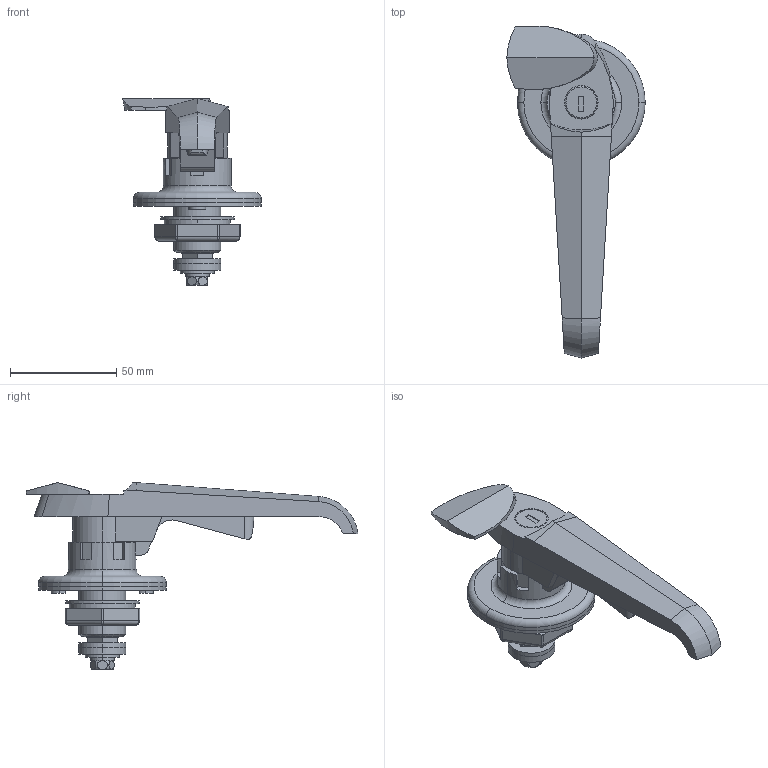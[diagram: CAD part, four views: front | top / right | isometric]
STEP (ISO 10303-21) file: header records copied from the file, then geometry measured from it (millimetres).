
FILE_DESCRIPTION (( 'STEP AP203' ), '1' );
FILE_NAME ('A-140-W-1-1.STEP', '2009-01-08T05:42:03', ( ' ' ), ( ' ' ), 'SwSTEP 2.0', 'SolidWorks 2007', '' );
FILE_SCHEMA (( 'CONFIG_CONTROL_DESIGN' ));
Length unit declared in the file: millimetre
Products named in the file (11): A-140-W-1庴嵗__棉太倌; A-140-W-1平ワッシャー__ﾃﾞﾌｫﾙﾄ; A-140-W-1角穴スペーサ__t3.2; A-140-W-1M6僱僕__M6亊18; A-140-W-1-1; A-140-W-1僷僢僉儞__棉太倌; A-140-W-1本体__-1-1(鍵付き); A-140-W-1六角ナット_; A-140-W-1帟晅嵗嬥__棉太倌; A-140-W-1角穴スペーサ__t2.0; A-140-W-1蓋__-1-2(鍵無し)
Assembly tree (10 placements, depth 2):
  A-140-W-1-1
    A-140-W-1六角ナット_
    A-140-W-1角穴スペーサ__t2.0
    A-140-W-1角穴スペーサ__t3.2
    A-140-W-1帟晅嵗嬥__棉太倌
    A-140-W-1庴嵗__棉太倌
    A-140-W-1平ワッシャー__ﾃﾞﾌｫﾙﾄ
    A-140-W-1M6僱僕__M6亊18
    A-140-W-1蓋__-1-2(鍵無し)
    A-140-W-1僷僢僉儞__棉太倌
    A-140-W-1本体__-1-1(鍵付き)
Bounding box: 65 x 155.87 x 87.7 mm (x, y, z)
Volume: 102106.9 mm3; surface area: 42886.2 mm2
Topology: 10 solids, 10 shells, 304 faces, 751 edges, 484 vertices
Faces by surface type: plane 158, cylinder 112, bspline 16, torus 12, cone 6
Entity records: 10818 total; most frequent: CARTESIAN_POINT 2419, DIRECTION 1526, ORIENTED_EDGE 1490, EDGE_CURVE 745, AXIS2_PLACEMENT_3D 548, VERTEX_POINT 484, LINE 430, VECTOR 430
